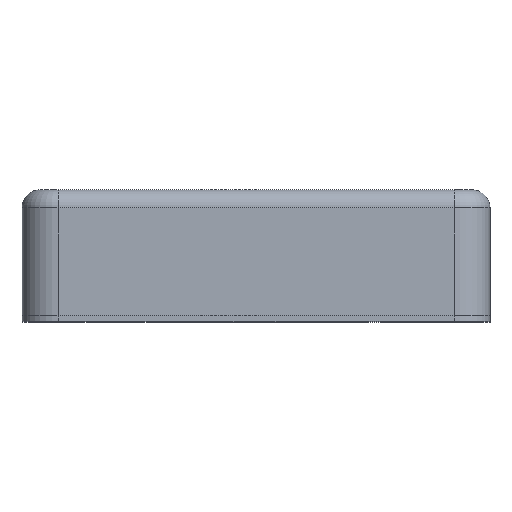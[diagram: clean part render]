
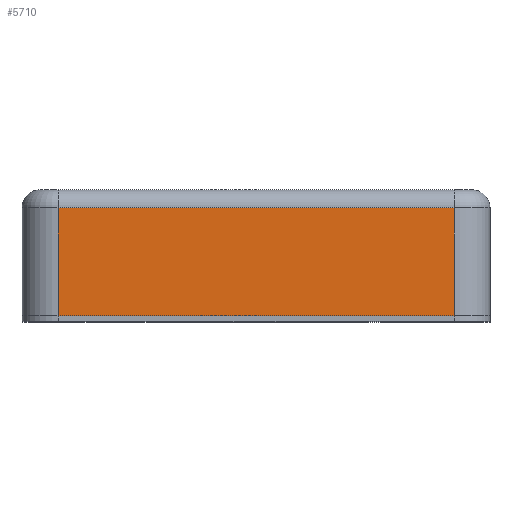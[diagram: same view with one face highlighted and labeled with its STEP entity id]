
A CAD part, top view. The second image highlights one B-rep face of the part: STEP entity #5710.
In plain terms, the highlighted planar face has unit normal (0, 0, 1).
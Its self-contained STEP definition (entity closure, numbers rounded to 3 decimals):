
#479 = LINE ( 'NONE', #7019, #9885 ) ;
#1873 = CARTESIAN_POINT ( 'NONE',  ( 8., 28., 104. ) ) ;
#3148 = LINE ( 'NONE', #11951, #14551 ) ;
#3318 = DIRECTION ( 'NONE',  ( 0., -1., 0. ) ) ;
#3476 = VERTEX_POINT ( 'NONE', #11988 ) ;
#3595 = CARTESIAN_POINT ( 'NONE',  ( 8., 24., 104. ) ) ;
#4052 = VECTOR ( 'NONE', #3318, 1000. ) ;
#4358 = VERTEX_POINT ( 'NONE', #13197 ) ;
#4692 = FACE_OUTER_BOUND ( 'NONE', #15784, .T. ) ;
#4820 = CARTESIAN_POINT ( 'NONE',  ( 8., 24., 104. ) ) ;
#5339 = DIRECTION ( 'NONE',  ( -1., 0., 0. ) ) ;
#5710 = ADVANCED_FACE ( 'NONE', ( #4692 ), #17959, .F. ) ;
#5850 = ORIENTED_EDGE ( 'NONE', *, *, #16270, .T. ) ;
#6140 = DIRECTION ( 'NONE',  ( 0., -1., 0. ) ) ;
#6238 = CARTESIAN_POINT ( 'NONE',  ( 0., 28., 104. ) ) ;
#6374 = DIRECTION ( 'NONE',  ( 0., 1., 0. ) ) ;
#7014 = CARTESIAN_POINT ( 'NONE',  ( 96., 0., 104. ) ) ;
#7019 = CARTESIAN_POINT ( 'NONE',  ( 96., 28., 104. ) ) ;
#7077 = ORIENTED_EDGE ( 'NONE', *, *, #15704, .T. ) ;
#7454 = ORIENTED_EDGE ( 'NONE', *, *, #16016, .T. ) ;
#7868 = AXIS2_PLACEMENT_3D ( 'NONE', #6238, #16880, #6140 ) ;
#9444 = VERTEX_POINT ( 'NONE', #4820 ) ;
#9885 = VECTOR ( 'NONE', #6374, 1000. ) ;
#11951 = CARTESIAN_POINT ( 'NONE',  ( 0., 0., 104. ) ) ;
#11988 = CARTESIAN_POINT ( 'NONE',  ( 8., 0., 104. ) ) ;
#12188 = VERTEX_POINT ( 'NONE', #7014 ) ;
#13197 = CARTESIAN_POINT ( 'NONE',  ( 96., 24., 104. ) ) ;
#14551 = VECTOR ( 'NONE', #17866, 1000. ) ;
#15215 = LINE ( 'NONE', #1873, #4052 ) ;
#15688 = LINE ( 'NONE', #3595, #17956 ) ;
#15704 = EDGE_CURVE ( 'NONE', #4358, #9444, #15688, .T. ) ;
#15784 = EDGE_LOOP ( 'NONE', ( #7454, #7077, #18488, #5850 ) ) ;
#16016 = EDGE_CURVE ( 'NONE', #12188, #4358, #479, .T. ) ;
#16270 = EDGE_CURVE ( 'NONE', #3476, #12188, #3148, .T. ) ;
#16776 = EDGE_CURVE ( 'NONE', #9444, #3476, #15215, .T. ) ;
#16880 = DIRECTION ( 'NONE',  ( 0., 0., -1. ) ) ;
#17866 = DIRECTION ( 'NONE',  ( 1., 0., 0. ) ) ;
#17956 = VECTOR ( 'NONE', #5339, 1000. ) ;
#17959 = PLANE ( 'NONE',  #7868 ) ;
#18488 = ORIENTED_EDGE ( 'NONE', *, *, #16776, .T. ) ;
